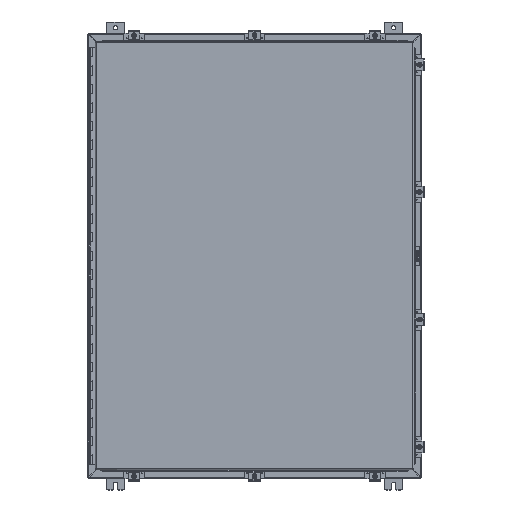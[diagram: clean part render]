
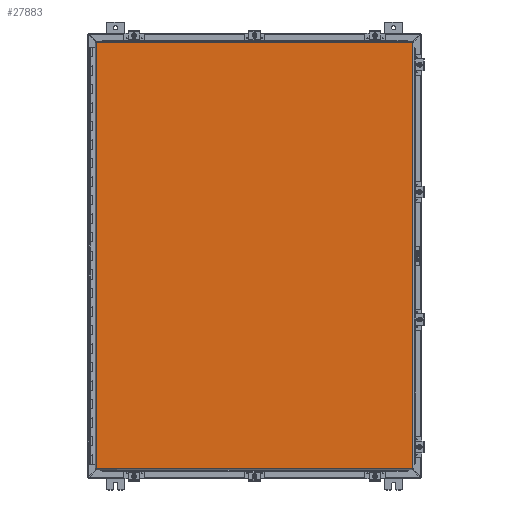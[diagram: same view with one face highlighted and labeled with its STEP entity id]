
A CAD part, top view. The second image highlights one B-rep face of the part: STEP entity #27883.
In plain terms, the highlighted face is planar.
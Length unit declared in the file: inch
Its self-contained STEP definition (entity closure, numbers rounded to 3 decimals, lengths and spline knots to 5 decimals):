
#3437 = CARTESIAN_POINT ( 'NONE',  ( 17.08225, 22.9885, 0. ) ) ;
#4777 = CARTESIAN_POINT ( 'NONE',  ( 0., 0., 0. ) ) ;
#5136 = DIRECTION ( 'NONE',  ( 0., 0., 1. ) ) ;
#5732 = EDGE_CURVE ( 'NONE', #45717, #33839, #12481, .T. ) ;
#5972 = DIRECTION ( 'NONE',  ( 1., 0., 0. ) ) ;
#6245 = VECTOR ( 'NONE', #18566, 39.37008 ) ;
#6258 = ORIENTED_EDGE ( 'NONE', *, *, #5732, .T. ) ;
#7876 = EDGE_LOOP ( 'NONE', ( #19981, #6258, #43566, #37734 ) ) ;
#10349 = FACE_OUTER_BOUND ( 'NONE', #7876, .T. ) ;
#12481 = LINE ( 'NONE', #30148, #43551 ) ;
#13855 = EDGE_CURVE ( 'NONE', #43699, #45717, #40337, .T. ) ;
#14813 = AXIS2_PLACEMENT_3D ( 'NONE', #4777, #5136, #5972 ) ;
#16847 = LINE ( 'NONE', #18622, #6245 ) ;
#18566 = DIRECTION ( 'NONE',  ( 0., -1., 0. ) ) ;
#18622 = CARTESIAN_POINT ( 'NONE',  ( 17.08225, 22.9885, 0. ) ) ;
#19981 = ORIENTED_EDGE ( 'NONE', *, *, #13855, .T. ) ;
#20232 = EDGE_CURVE ( 'NONE', #24201, #43699, #42516, .T. ) ;
#20868 = VECTOR ( 'NONE', #41820, 39.37008 ) ;
#24201 = VERTEX_POINT ( 'NONE', #38992 ) ;
#27883 = ADVANCED_FACE ( 'NONE', ( #10349 ), #32907, .F. ) ;
#28176 = DIRECTION ( 'NONE',  ( 1., 0., 0. ) ) ;
#29448 = VECTOR ( 'NONE', #49478, 39.37008 ) ;
#30148 = CARTESIAN_POINT ( 'NONE',  ( -17.08225, 22.9885, 0. ) ) ;
#32907 = PLANE ( 'NONE',  #14813 ) ;
#33122 = EDGE_CURVE ( 'NONE', #33839, #24201, #16847, .T. ) ;
#33839 = VERTEX_POINT ( 'NONE', #3437 ) ;
#37734 = ORIENTED_EDGE ( 'NONE', *, *, #20232, .T. ) ;
#38992 = CARTESIAN_POINT ( 'NONE',  ( 17.08225, -22.9885, 0. ) ) ;
#39602 = CARTESIAN_POINT ( 'NONE',  ( -17.08225, -22.9885, 0. ) ) ;
#40337 = LINE ( 'NONE', #50669, #29448 ) ;
#41637 = CARTESIAN_POINT ( 'NONE',  ( 17.08225, -22.9885, 0. ) ) ;
#41820 = DIRECTION ( 'NONE',  ( -1., 0., 0. ) ) ;
#42516 = LINE ( 'NONE', #41637, #20868 ) ;
#43551 = VECTOR ( 'NONE', #28176, 39.37008 ) ;
#43566 = ORIENTED_EDGE ( 'NONE', *, *, #33122, .T. ) ;
#43699 = VERTEX_POINT ( 'NONE', #39602 ) ;
#44251 = CARTESIAN_POINT ( 'NONE',  ( -17.08225, 22.9885, 0. ) ) ;
#45717 = VERTEX_POINT ( 'NONE', #44251 ) ;
#49478 = DIRECTION ( 'NONE',  ( 0., 1., 0. ) ) ;
#50669 = CARTESIAN_POINT ( 'NONE',  ( -17.08225, -22.9885, 0. ) ) ;
